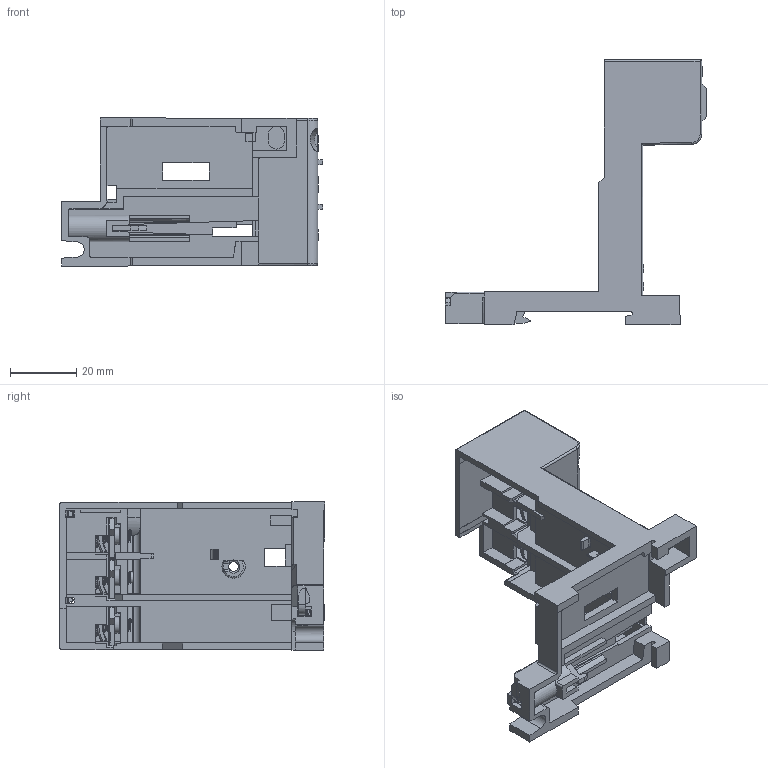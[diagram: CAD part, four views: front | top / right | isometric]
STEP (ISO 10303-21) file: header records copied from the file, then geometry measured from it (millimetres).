
FILE_DESCRIPTION(/* description */ ('','CAx-IF Rec.Pracs.---Representation and Presentation of Product Manufacturing Information (PMI)---4.0---2014-10-13'),/* implementation_level */ '2;1');
FILE_NAME(/* name */ '320-BSMA2.stp',/* time_stamp */ '2021-08-03T16:26:03-04:00',/* author */ ('cbunnell'),/* organization */ (''),/* preprocessor_version */ 'ST-DEVELOPER v18.1',/* originating_system */ 'Autodesk Inventor 2021',/* authorisation */ '');
FILE_SCHEMA (('AP242_MANAGED_MODEL_BASED_3D_ENGINEERING_MIM_LF { 1 0 10303 442 1 1 4 }'));
Products named in the file (1): 12R90001G01_Shrinkwrap_1
Bounding box: 78.96 x 80.21 x 44.82 mm (x, y, z)
Surface area: 31034.2 mm2 (no closed solid volume)
Topology: 0 solids, 27 shells, 1233 faces, 4467 edges, 3163 vertices
Faces by surface type: plane 912, cylinder 206, torus 47, bspline 34, sphere 18, cone 16
Full cylindrical faces by diameter (mm): 2.9 x1, 3 x3, 3.9 x30, 4 x4, 4.5 x6, 5 x3, 7 x3, 7.05 x3
Entity records: 68018 total; most frequent: CARTESIAN_POINT 28984, ORIENTED_EDGE 7798, DIRECTION 7255, EDGE_CURVE 4466, LINE 3409, VECTOR 3409, VERTEX_POINT 3163, AXIS2_PLACEMENT_3D 1923
